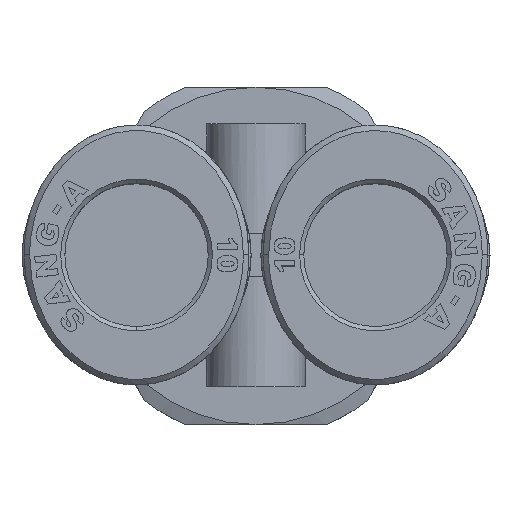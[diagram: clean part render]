
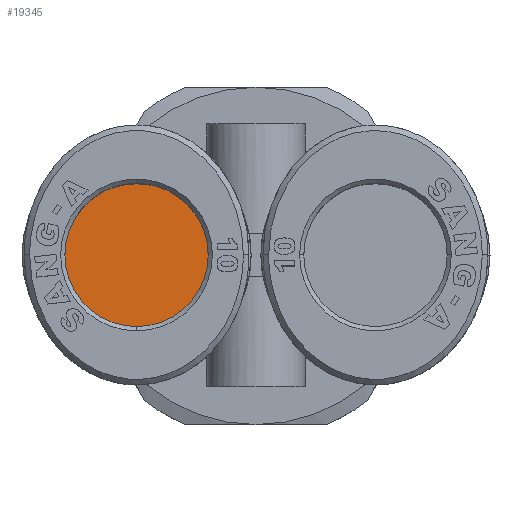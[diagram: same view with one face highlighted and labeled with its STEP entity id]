
A CAD part, top view. The second image highlights one B-rep face of the part: STEP entity #19345.
In plain terms, the highlighted face is planar.
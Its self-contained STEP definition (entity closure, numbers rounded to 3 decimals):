
#2072 = CARTESIAN_POINT ( 'NONE',  ( -3.633, 0., 0. ) ) ;
#2256 = EDGE_LOOP ( 'NONE', ( #25694, #9094 ) ) ;
#2880 = CIRCLE ( 'NONE', #23811, 5.1 ) ;
#3099 = AXIS2_PLACEMENT_3D ( 'NONE', #16568, #31187, #16151 ) ;
#4699 = VERTEX_POINT ( 'NONE', #13064 ) ;
#5672 = DIRECTION ( 'NONE',  ( 0., 0., 1. ) ) ;
#7152 = DIRECTION ( 'NONE',  ( -1., 0., 0. ) ) ;
#9094 = ORIENTED_EDGE ( 'NONE', *, *, #25272, .T. ) ;
#9551 = DIRECTION ( 'NONE',  ( 0., 0., 1. ) ) ;
#12185 = FACE_OUTER_BOUND ( 'NONE', #2256, .T. ) ;
#12247 = VERTEX_POINT ( 'NONE', #27840 ) ;
#13064 = CARTESIAN_POINT ( 'NONE',  ( -3.633, 0., 5.1 ) ) ;
#15513 = CARTESIAN_POINT ( 'NONE',  ( -3.633, 0., 0. ) ) ;
#16151 = DIRECTION ( 'NONE',  ( 0., 0., 1. ) ) ;
#16568 = CARTESIAN_POINT ( 'NONE',  ( -3.633, 0., 0. ) ) ;
#17121 = PLANE ( 'NONE',  #19288 ) ;
#19288 = AXIS2_PLACEMENT_3D ( 'NONE', #2072, #7152, #9551 ) ;
#19345 = ADVANCED_FACE ( 'NONE', ( #12185 ), #17121, .F. ) ;
#20633 = DIRECTION ( 'NONE',  ( 1., 0., 0. ) ) ;
#23811 = AXIS2_PLACEMENT_3D ( 'NONE', #15513, #20633, #5672 ) ;
#24098 = EDGE_CURVE ( 'NONE', #4699, #12247, #28487, .T. ) ;
#25272 = EDGE_CURVE ( 'NONE', #12247, #4699, #2880, .T. ) ;
#25694 = ORIENTED_EDGE ( 'NONE', *, *, #24098, .T. ) ;
#27840 = CARTESIAN_POINT ( 'NONE',  ( -3.633, 0., -5.1 ) ) ;
#28487 = CIRCLE ( 'NONE', #3099, 5.1 ) ;
#31187 = DIRECTION ( 'NONE',  ( 1., 0., 0. ) ) ;
